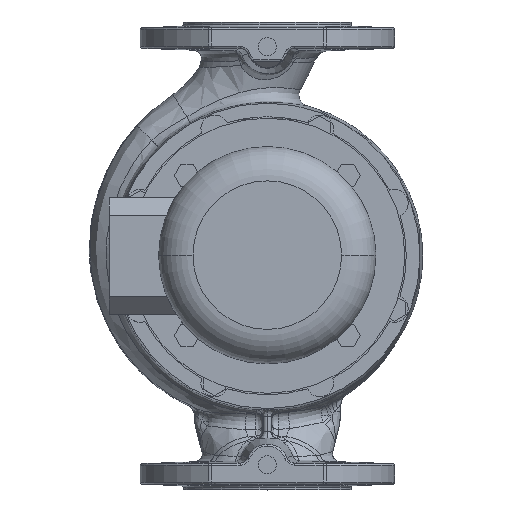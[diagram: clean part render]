
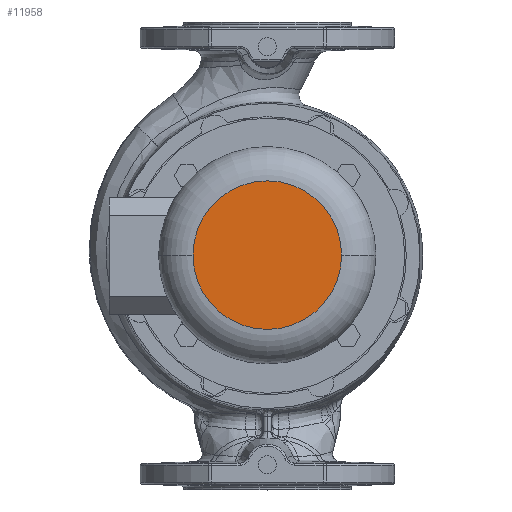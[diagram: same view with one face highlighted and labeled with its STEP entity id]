
A CAD part, top view. The second image highlights one B-rep face of the part: STEP entity #11958.
In plain terms, the highlighted planar face has unit normal (0, 0, 1).
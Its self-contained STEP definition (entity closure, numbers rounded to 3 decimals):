
#2365 = DIRECTION ( 'NONE',  ( -1., 0., 0. ) ) ;
#2367 = DIRECTION ( 'NONE',  ( 0., 0., 1. ) ) ;
#2369 = CARTESIAN_POINT ( 'NONE',  ( 0., 0., 298. ) ) ;
#4784 = EDGE_CURVE ( 'NONE', #33144, #33629, #37608, .T. ) ;
#5060 = ORIENTED_EDGE ( 'NONE', *, *, #4784, .T. ) ;
#6258 = EDGE_LOOP ( 'NONE', ( #5060, #27044 ) ) ;
#8861 = CARTESIAN_POINT ( 'NONE',  ( 54., 0., 298. ) ) ;
#9268 = CARTESIAN_POINT ( 'NONE',  ( -54., 0., 298. ) ) ;
#11958 = ADVANCED_FACE ( 'NONE', ( #25274 ), #25273, .T. ) ;
#25269 = DIRECTION ( 'NONE',  ( -1., 0., 0. ) ) ;
#25270 = DIRECTION ( 'NONE',  ( 0., 0., 1. ) ) ;
#25273 = PLANE ( 'NONE',  #37620 ) ;
#25274 = FACE_OUTER_BOUND ( 'NONE', #6258, .T. ) ;
#25298 = CARTESIAN_POINT ( 'NONE',  ( -54., 0., 298. ) ) ;
#26041 = CIRCLE ( 'NONE', #26048, 54. ) ;
#26048 = AXIS2_PLACEMENT_3D ( 'NONE', #2369, #2367, #2365 ) ;
#27044 = ORIENTED_EDGE ( 'NONE', *, *, #35614, .T. ) ;
#27552 = DIRECTION ( 'NONE',  ( 0., 0., 1. ) ) ;
#27620 = DIRECTION ( 'NONE',  ( -1., 0., 0. ) ) ;
#28005 = CARTESIAN_POINT ( 'NONE',  ( 0., 0., 298. ) ) ;
#33144 = VERTEX_POINT ( 'NONE', #9268 ) ;
#33629 = VERTEX_POINT ( 'NONE', #8861 ) ;
#35614 = EDGE_CURVE ( 'NONE', #33629, #33144, #26041, .T. ) ;
#37608 = CIRCLE ( 'NONE', #38105, 54. ) ;
#37620 = AXIS2_PLACEMENT_3D ( 'NONE', #25298, #25270, #25269 ) ;
#38105 = AXIS2_PLACEMENT_3D ( 'NONE', #28005, #27552, #27620 ) ;
